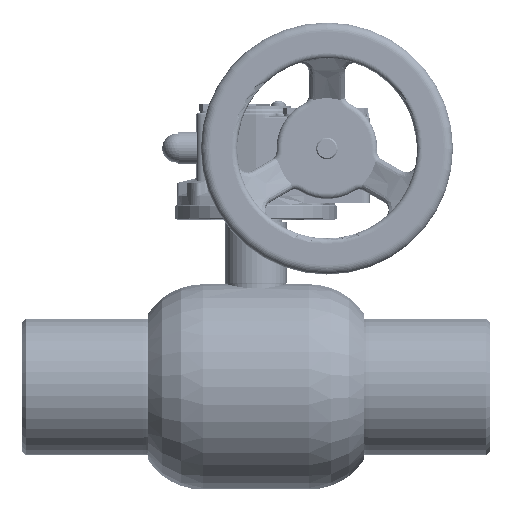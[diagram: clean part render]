
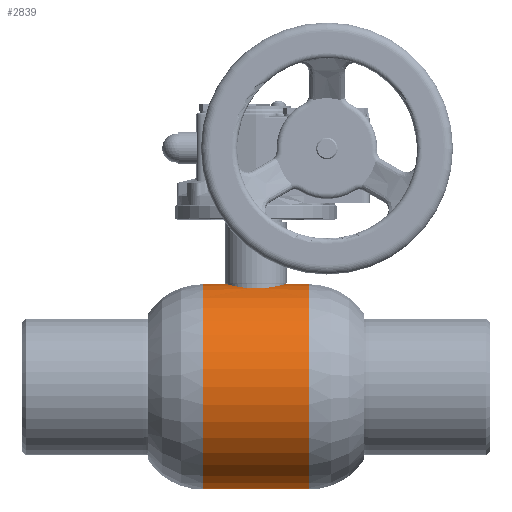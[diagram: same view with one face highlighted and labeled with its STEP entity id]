
A CAD part, top view. The second image highlights one B-rep face of the part: STEP entity #2839.
In plain terms, the highlighted cylindrical face has radius 57 mm (diameter 114 mm), a partial arc.
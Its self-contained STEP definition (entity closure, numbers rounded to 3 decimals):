
#218 = CARTESIAN_POINT ( 'NONE',  ( 15.484, 56.857, 4.166 ) ) ;
#571 = VERTEX_POINT ( 'NONE', #108487 ) ;
#961 = CARTESIAN_POINT ( 'NONE',  ( 2.092, 54.746, 15.871 ) ) ;
#2020 = CARTESIAN_POINT ( 'NONE',  ( -29.65, 0., 0. ) ) ;
#2839 = ADVANCED_FACE ( 'NONE', ( #69202 ), #104313, .T. ) ;
#3439 = DIRECTION ( 'NONE',  ( 0., -1., 0. ) ) ;
#3774 = CARTESIAN_POINT ( 'NONE',  ( -16., 57., 0.525 ) ) ;
#5234 = CARTESIAN_POINT ( 'NONE',  ( -14.345, 56.557, 7.107 ) ) ;
#9945 = CARTESIAN_POINT ( 'NONE',  ( 14.368, 56.562, 7.119 ) ) ;
#12227 = VECTOR ( 'NONE', #59048, 1000. ) ;
#13215 = DIRECTION ( 'NONE',  ( 0., -1., 0. ) ) ;
#13501 = CARTESIAN_POINT ( 'NONE',  ( -8.02, 55.291, 13.855 ) ) ;
#13894 = EDGE_CURVE ( 'NONE', #48204, #94531, #37503, .T. ) ;
#15688 = CARTESIAN_POINT ( 'NONE',  ( -15.974, 56.993, 1.052 ) ) ;
#18294 = EDGE_LOOP ( 'NONE', ( #64273, #98749, #121349, #68700, #97396, #129944, #91298 ) ) ;
#19721 = CARTESIAN_POINT ( 'NONE',  ( 0., -57., 0. ) ) ;
#20699 = EDGE_CURVE ( 'NONE', #107893, #29117, #93935, .T. ) ;
#21919 = LINE ( 'NONE', #19721, #143700 ) ;
#22599 = CARTESIAN_POINT ( 'NONE',  ( 16., 57., 0.527 ) ) ;
#24066 = CARTESIAN_POINT ( 'NONE',  ( 1.047, 54.716, 15.974 ) ) ;
#24399 = DIRECTION ( 'NONE',  ( -1., 0., 0. ) ) ;
#25430 = CARTESIAN_POINT ( 'NONE',  ( -5.17, 54.944, 15.178 ) ) ;
#26168 = CARTESIAN_POINT ( 'NONE',  ( -15.791, 56.942, 2.629 ) ) ;
#27575 = EDGE_CURVE ( 'NONE', #94531, #571, #49362, .T. ) ;
#28358 = CARTESIAN_POINT ( 'NONE',  ( -14.572, 56.615, 6.629 ) ) ;
#28889 = CARTESIAN_POINT ( 'NONE',  ( -16., 57., 0. ) ) ;
#29117 = VERTEX_POINT ( 'NONE', #138196 ) ;
#34525 = CARTESIAN_POINT ( 'NONE',  ( 8.019, 55.291, 13.855 ) ) ;
#36613 = CARTESIAN_POINT ( 'NONE',  ( -1.048, 54.716, 15.974 ) ) ;
#37483 = DIRECTION ( 'NONE',  ( -1., 0., 0. ) ) ;
#37503 = B_SPLINE_CURVE_WITH_KNOTS ( 'NONE', 3,
 ( #62002, #3774, #15688, #49309, #26168, #39527, #107584, #28358, #5234, #72479, #141882, #59805, #130690, #118041, #73940, #71739, #47843, #38079, #13501, #83709, #138967, #25430, #59056, #104663, #105383, #36613, #48573, #82253 ),
 .UNSPECIFIED., .F., .F.,
 ( 4, 2, 2, 2, 2, 2, 2, 2, 2, 2, 2, 2, 2, 4 ),
 ( 0.025, 0.027, 0.028, 0.031, 0.033, 0.035, 0.036, 0.038, 0.041, 0.042, 0.044, 0.047, 0.049, 0.05 ),
 .UNSPECIFIED. ) ;
#38079 = CARTESIAN_POINT ( 'NONE',  ( -8.468, 55.358, 13.585 ) ) ;
#38803 = EDGE_CURVE ( 'NONE', #133638, #571, #83263, .T. ) ;
#39527 = CARTESIAN_POINT ( 'NONE',  ( -15.482, 56.856, 4.171 ) ) ;
#44252 = CARTESIAN_POINT ( 'NONE',  ( 7.092, 55.164, 14.352 ) ) ;
#45095 = CARTESIAN_POINT ( 'NONE',  ( 0., 54.708, 16. ) ) ;
#46115 = AXIS2_PLACEMENT_3D ( 'NONE', #2020, #24399, #13215 ) ;
#46482 = CARTESIAN_POINT ( 'NONE',  ( 9.77, 55.567, 12.713 ) ) ;
#47843 = CARTESIAN_POINT ( 'NONE',  ( -9.765, 55.566, 12.717 ) ) ;
#48204 = VERTEX_POINT ( 'NONE', #28889 ) ;
#48573 = CARTESIAN_POINT ( 'NONE',  ( -0.524, 54.708, 16. ) ) ;
#48768 = AXIS2_PLACEMENT_3D ( 'NONE', #114779, #69937, #3439 ) ;
#49309 = CARTESIAN_POINT ( 'NONE',  ( -15.869, 56.963, 2.108 ) ) ;
#49362 = B_SPLINE_CURVE_WITH_KNOTS ( 'NONE', 3,
 ( #136142, #67453, #24066, #961, #115242, #68919, #113756, #69656, #44252, #34525, #102557, #46482, #56243, #77938, #90612, #114498, #124962, #123496, #9945, #89873, #218, #135408, #101810, #55519, #22599, #147362 ),
 .UNSPECIFIED., .F., .F.,
 ( 4, 2, 2, 2, 2, 2, 2, 2, 2, 2, 2, 2, 4 ),
 ( 0.05, 0.052, 0.053, 0.057, 0.058, 0.06, 0.063, 0.064, 0.066, 0.069, 0.072, 0.074, 0.075 ),
 .UNSPECIFIED. ) ;
#50204 = CARTESIAN_POINT ( 'NONE',  ( 29.65, 0., 0. ) ) ;
#51083 = CARTESIAN_POINT ( 'NONE',  ( 0., 57., 0. ) ) ;
#55519 = CARTESIAN_POINT ( 'NONE',  ( 15.974, 56.993, 1.06 ) ) ;
#56243 = CARTESIAN_POINT ( 'NONE',  ( 10.572, 55.716, 12.055 ) ) ;
#59048 = DIRECTION ( 'NONE',  ( -1., 0., 0. ) ) ;
#59056 = CARTESIAN_POINT ( 'NONE',  ( -4.172, 54.858, 15.482 ) ) ;
#59805 = CARTESIAN_POINT ( 'NONE',  ( -13.003, 56.232, 9.337 ) ) ;
#59965 = DIRECTION ( 'NONE',  ( 0., -1., 0. ) ) ;
#62002 = CARTESIAN_POINT ( 'NONE',  ( -16., 57., 0. ) ) ;
#64273 = ORIENTED_EDGE ( 'NONE', *, *, #138638, .T. ) ;
#67196 = CARTESIAN_POINT ( 'NONE',  ( 29.65, 57., 0. ) ) ;
#67453 = CARTESIAN_POINT ( 'NONE',  ( 0.524, 54.708, 16. ) ) ;
#68700 = ORIENTED_EDGE ( 'NONE', *, *, #13894, .F. ) ;
#68919 = CARTESIAN_POINT ( 'NONE',  ( 4.173, 54.857, 15.482 ) ) ;
#69202 = FACE_OUTER_BOUND ( 'NONE', #18294, .T. ) ;
#69656 = CARTESIAN_POINT ( 'NONE',  ( 6.619, 55.105, 14.576 ) ) ;
#69937 = DIRECTION ( 'NONE',  ( -1., 0., 0. ) ) ;
#71739 = CARTESIAN_POINT ( 'NONE',  ( -10.567, 55.715, 12.06 ) ) ;
#72479 = CARTESIAN_POINT ( 'NONE',  ( -13.85, 56.434, 8.028 ) ) ;
#73940 = CARTESIAN_POINT ( 'NONE',  ( -11.676, 55.939, 10.951 ) ) ;
#76517 = DIRECTION ( 'NONE',  ( -1., 0., 0. ) ) ;
#77938 = CARTESIAN_POINT ( 'NONE',  ( 11.68, 55.94, 10.948 ) ) ;
#82253 = CARTESIAN_POINT ( 'NONE',  ( 0., 54.708, 16. ) ) ;
#83263 = LINE ( 'NONE', #51083, #91601 ) ;
#83709 = CARTESIAN_POINT ( 'NONE',  ( -7.092, 55.164, 14.352 ) ) ;
#89873 = CARTESIAN_POINT ( 'NONE',  ( 15.179, 56.774, 5.168 ) ) ;
#90612 = CARTESIAN_POINT ( 'NONE',  ( 12.034, 56.015, 10.557 ) ) ;
#91298 = ORIENTED_EDGE ( 'NONE', *, *, #116628, .F. ) ;
#91601 = VECTOR ( 'NONE', #139268, 1000. ) ;
#92540 = CARTESIAN_POINT ( 'NONE',  ( 29.65, -57., 0. ) ) ;
#92832 = VERTEX_POINT ( 'NONE', #92540 ) ;
#93435 = CARTESIAN_POINT ( 'NONE',  ( 0., 57., 0. ) ) ;
#93935 = CIRCLE ( 'NONE', #46115, 57. ) ;
#94037 = CIRCLE ( 'NONE', #120225, 57. ) ;
#94531 = VERTEX_POINT ( 'NONE', #45095 ) ;
#97396 = ORIENTED_EDGE ( 'NONE', *, *, #103078, .T. ) ;
#98749 = ORIENTED_EDGE ( 'NONE', *, *, #38803, .T. ) ;
#101810 = CARTESIAN_POINT ( 'NONE',  ( 15.869, 56.963, 2.11 ) ) ;
#102557 = CARTESIAN_POINT ( 'NONE',  ( 8.471, 55.359, 13.584 ) ) ;
#103078 = EDGE_CURVE ( 'NONE', #48204, #29117, #126284, .T. ) ;
#104313 = CYLINDRICAL_SURFACE ( 'NONE', #48768, 57. ) ;
#104663 = CARTESIAN_POINT ( 'NONE',  ( -2.625, 54.769, 15.792 ) ) ;
#105383 = CARTESIAN_POINT ( 'NONE',  ( -2.098, 54.746, 15.871 ) ) ;
#107584 = CARTESIAN_POINT ( 'NONE',  ( -15.178, 56.773, 5.171 ) ) ;
#107893 = VERTEX_POINT ( 'NONE', #126653 ) ;
#108487 = CARTESIAN_POINT ( 'NONE',  ( 16., 57., 0. ) ) ;
#113756 = CARTESIAN_POINT ( 'NONE',  ( 5.174, 54.944, 15.176 ) ) ;
#114498 = CARTESIAN_POINT ( 'NONE',  ( 12.697, 56.162, 9.749 ) ) ;
#114779 = CARTESIAN_POINT ( 'NONE',  ( 0., 0., 0. ) ) ;
#115242 = CARTESIAN_POINT ( 'NONE',  ( 2.615, 54.768, 15.794 ) ) ;
#116628 = EDGE_CURVE ( 'NONE', #92832, #107893, #21919, .T. ) ;
#118041 = CARTESIAN_POINT ( 'NONE',  ( -12.031, 56.015, 10.561 ) ) ;
#120225 = AXIS2_PLACEMENT_3D ( 'NONE', #50204, #37483, #59965 ) ;
#121349 = ORIENTED_EDGE ( 'NONE', *, *, #27575, .F. ) ;
#123496 = CARTESIAN_POINT ( 'NONE',  ( 13.874, 56.437, 8.037 ) ) ;
#124962 = CARTESIAN_POINT ( 'NONE',  ( 13.007, 56.233, 9.331 ) ) ;
#126284 = LINE ( 'NONE', #93435, #12227 ) ;
#126653 = CARTESIAN_POINT ( 'NONE',  ( -29.65, -57., 0. ) ) ;
#129944 = ORIENTED_EDGE ( 'NONE', *, *, #20699, .F. ) ;
#130690 = CARTESIAN_POINT ( 'NONE',  ( -12.693, 56.161, 9.755 ) ) ;
#133638 = VERTEX_POINT ( 'NONE', #67196 ) ;
#135408 = CARTESIAN_POINT ( 'NONE',  ( 15.791, 56.942, 2.628 ) ) ;
#136142 = CARTESIAN_POINT ( 'NONE',  ( 0., 54.708, 16. ) ) ;
#138196 = CARTESIAN_POINT ( 'NONE',  ( -29.65, 57., 0. ) ) ;
#138638 = EDGE_CURVE ( 'NONE', #92832, #133638, #94037, .T. ) ;
#138967 = CARTESIAN_POINT ( 'NONE',  ( -6.617, 55.105, 14.577 ) ) ;
#139268 = DIRECTION ( 'NONE',  ( -1., 0., 0. ) ) ;
#141882 = CARTESIAN_POINT ( 'NONE',  ( -13.582, 56.368, 8.474 ) ) ;
#143700 = VECTOR ( 'NONE', #76517, 1000. ) ;
#147362 = CARTESIAN_POINT ( 'NONE',  ( 16., 57., 0. ) ) ;
